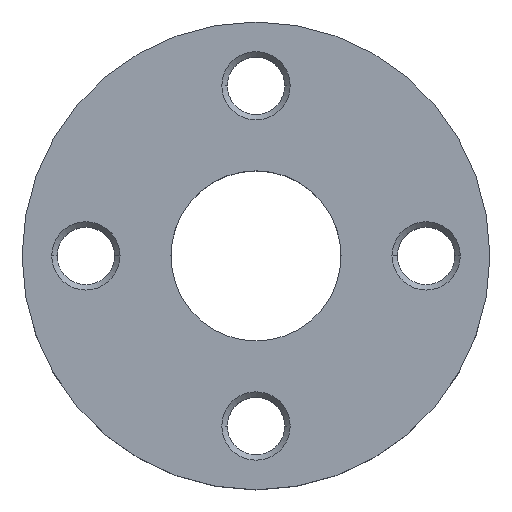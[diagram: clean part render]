
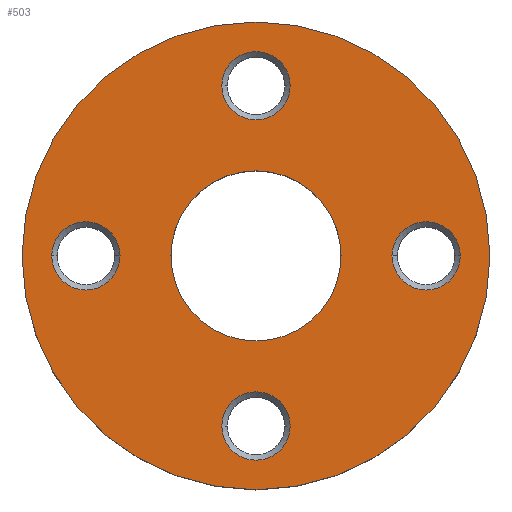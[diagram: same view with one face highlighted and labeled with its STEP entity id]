
A CAD part, top view. The second image highlights one B-rep face of the part: STEP entity #503.
In plain terms, the highlighted planar face has unit normal (0, 0, 1).
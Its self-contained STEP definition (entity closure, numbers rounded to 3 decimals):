
#16 = EDGE_CURVE ( 'NONE', #741, #71, #950, .T. ) ;
#37 = VERTEX_POINT ( 'NONE', #64 ) ;
#64 = CARTESIAN_POINT ( 'NONE',  ( -4., 0., 0. ) ) ;
#71 = VERTEX_POINT ( 'NONE', #261 ) ;
#74 = EDGE_LOOP ( 'NONE', ( #474, #411 ) ) ;
#77 = EDGE_LOOP ( 'NONE', ( #95, #624 ) ) ;
#82 = CIRCLE ( 'NONE', #867, 11. ) ;
#86 = ORIENTED_EDGE ( 'NONE', *, *, #114, .T. ) ;
#95 = ORIENTED_EDGE ( 'NONE', *, *, #709, .T. ) ;
#112 = EDGE_LOOP ( 'NONE', ( #277, #86 ) ) ;
#114 = EDGE_CURVE ( 'NONE', #256, #427, #170, .T. ) ;
#143 = CIRCLE ( 'NONE', #863, 1.607 ) ;
#156 = CARTESIAN_POINT ( 'NONE',  ( 0., 8., 0. ) ) ;
#161 = DIRECTION ( 'NONE',  ( 0., 0., -1. ) ) ;
#162 = ORIENTED_EDGE ( 'NONE', *, *, #786, .F. ) ;
#163 = CIRCLE ( 'NONE', #1013, 1.607 ) ;
#167 = FACE_BOUND ( 'NONE', #77, .T. ) ;
#170 = CIRCLE ( 'NONE', #248, 1.607 ) ;
#174 = ORIENTED_EDGE ( 'NONE', *, *, #438, .F. ) ;
#189 = ORIENTED_EDGE ( 'NONE', *, *, #16, .T. ) ;
#194 = ORIENTED_EDGE ( 'NONE', *, *, #433, .T. ) ;
#203 = ORIENTED_EDGE ( 'NONE', *, *, #724, .T. ) ;
#208 = ORIENTED_EDGE ( 'NONE', *, *, #722, .T. ) ;
#210 = VERTEX_POINT ( 'NONE', #324 ) ;
#224 = CARTESIAN_POINT ( 'NONE',  ( 0., -8., 0. ) ) ;
#227 = DIRECTION ( 'NONE',  ( 0., 0., -1. ) ) ;
#236 = EDGE_LOOP ( 'NONE', ( #162, #174 ) ) ;
#238 = DIRECTION ( 'NONE',  ( 1., 0., 0. ) ) ;
#248 = AXIS2_PLACEMENT_3D ( 'NONE', #301, #303, #305 ) ;
#256 = VERTEX_POINT ( 'NONE', #314 ) ;
#261 = CARTESIAN_POINT ( 'NONE',  ( -1.607, -8., 0. ) ) ;
#266 = CIRCLE ( 'NONE', #830, 1.607 ) ;
#273 = VERTEX_POINT ( 'NONE', #315 ) ;
#277 = ORIENTED_EDGE ( 'NONE', *, *, #716, .T. ) ;
#281 = VERTEX_POINT ( 'NONE', #342 ) ;
#301 = CARTESIAN_POINT ( 'NONE',  ( -8., 0., 0. ) ) ;
#303 = DIRECTION ( 'NONE',  ( 0., 0., -1. ) ) ;
#305 = DIRECTION ( 'NONE',  ( 1., 0., 0. ) ) ;
#314 = CARTESIAN_POINT ( 'NONE',  ( -9.607, 0., 0. ) ) ;
#315 = CARTESIAN_POINT ( 'NONE',  ( -11., 0., 0. ) ) ;
#324 = CARTESIAN_POINT ( 'NONE',  ( -1.607, 8., 0. ) ) ;
#342 = CARTESIAN_POINT ( 'NONE',  ( 6.393, 0., 0. ) ) ;
#372 = CIRCLE ( 'NONE', #1039, 11. ) ;
#393 = VERTEX_POINT ( 'NONE', #473 ) ;
#411 = ORIENTED_EDGE ( 'NONE', *, *, #938, .T. ) ;
#427 = VERTEX_POINT ( 'NONE', #529 ) ;
#433 = EDGE_CURVE ( 'NONE', #71, #741, #939, .T. ) ;
#438 = EDGE_CURVE ( 'NONE', #37, #739, #793, .T. ) ;
#464 = FACE_BOUND ( 'NONE', #840, .T. ) ;
#467 = FACE_OUTER_BOUND ( 'NONE', #74, .T. ) ;
#470 = EDGE_LOOP ( 'NONE', ( #203, #208 ) ) ;
#473 = CARTESIAN_POINT ( 'NONE',  ( 11., 0., 0. ) ) ;
#474 = ORIENTED_EDGE ( 'NONE', *, *, #1017, .T. ) ;
#482 = FACE_BOUND ( 'NONE', #112, .T. ) ;
#493 = AXIS2_PLACEMENT_3D ( 'NONE', #543, #544, #546 ) ;
#495 = AXIS2_PLACEMENT_3D ( 'NONE', #549, #550, #551 ) ;
#503 = ADVANCED_FACE ( 'NONE', ( #579, #595, #464, #482, #167, #467 ), #654, .T. ) ;
#529 = CARTESIAN_POINT ( 'NONE',  ( -6.393, 0., 0. ) ) ;
#543 = CARTESIAN_POINT ( 'NONE',  ( 0., -8., 0. ) ) ;
#544 = DIRECTION ( 'NONE',  ( 0., 0., -1. ) ) ;
#546 = DIRECTION ( 'NONE',  ( 1., 0., 0. ) ) ;
#549 = CARTESIAN_POINT ( 'NONE',  ( 0., 0., 0. ) ) ;
#550 = DIRECTION ( 'NONE',  ( 0., 0., 1. ) ) ;
#551 = DIRECTION ( 'NONE',  ( 1., 0., 0. ) ) ;
#579 = FACE_BOUND ( 'NONE', #236, .T. ) ;
#595 = FACE_BOUND ( 'NONE', #470, .T. ) ;
#624 = ORIENTED_EDGE ( 'NONE', *, *, #914, .T. ) ;
#647 = DIRECTION ( 'NONE',  ( 0., 0., 1. ) ) ;
#654 = PLANE ( 'NONE',  #834 ) ;
#657 = CARTESIAN_POINT ( 'NONE',  ( 0., 0., 0. ) ) ;
#659 = DIRECTION ( 'NONE',  ( 1., 0., 0. ) ) ;
#666 = CIRCLE ( 'NONE', #958, 1.607 ) ;
#675 = AXIS2_PLACEMENT_3D ( 'NONE', #224, #227, #238 ) ;
#709 = EDGE_CURVE ( 'NONE', #1022, #210, #933, .T. ) ;
#713 = CARTESIAN_POINT ( 'NONE',  ( 0., 8., 0. ) ) ;
#714 = DIRECTION ( 'NONE',  ( 0., 0., -1. ) ) ;
#716 = EDGE_CURVE ( 'NONE', #427, #256, #143, .T. ) ;
#720 = DIRECTION ( 'NONE',  ( 1., 0., 0. ) ) ;
#722 = EDGE_CURVE ( 'NONE', #281, #734, #163, .T. ) ;
#724 = EDGE_CURVE ( 'NONE', #734, #281, #666, .T. ) ;
#732 = AXIS2_PLACEMENT_3D ( 'NONE', #713, #714, #720 ) ;
#734 = VERTEX_POINT ( 'NONE', #782 ) ;
#739 = VERTEX_POINT ( 'NONE', #756 ) ;
#740 = CARTESIAN_POINT ( 'NONE',  ( -8., 0., 0. ) ) ;
#741 = VERTEX_POINT ( 'NONE', #796 ) ;
#742 = DIRECTION ( 'NONE',  ( 0., 0., -1. ) ) ;
#743 = DIRECTION ( 'NONE',  ( 1., 0., 0. ) ) ;
#747 = CARTESIAN_POINT ( 'NONE',  ( 8., 0., 0. ) ) ;
#749 = DIRECTION ( 'NONE',  ( 0., 0., -1. ) ) ;
#752 = DIRECTION ( 'NONE',  ( 1., 0., 0. ) ) ;
#756 = CARTESIAN_POINT ( 'NONE',  ( 4., 0., 0. ) ) ;
#759 = CARTESIAN_POINT ( 'NONE',  ( 8., 0., 0. ) ) ;
#761 = DIRECTION ( 'NONE',  ( 0., 0., -1. ) ) ;
#763 = DIRECTION ( 'NONE',  ( 1., 0., 0. ) ) ;
#782 = CARTESIAN_POINT ( 'NONE',  ( 9.607, 0., 0. ) ) ;
#786 = EDGE_CURVE ( 'NONE', #739, #37, #941, .T. ) ;
#793 = CIRCLE ( 'NONE', #495, 4. ) ;
#796 = CARTESIAN_POINT ( 'NONE',  ( 1.607, -8., 0. ) ) ;
#830 = AXIS2_PLACEMENT_3D ( 'NONE', #156, #161, #853 ) ;
#832 = CARTESIAN_POINT ( 'NONE',  ( 0., 0., 0. ) ) ;
#833 = DIRECTION ( 'NONE',  ( 0., 0., 1. ) ) ;
#834 = AXIS2_PLACEMENT_3D ( 'NONE', #657, #647, #659 ) ;
#835 = DIRECTION ( 'NONE',  ( 1., 0., 0. ) ) ;
#840 = EDGE_LOOP ( 'NONE', ( #189, #194 ) ) ;
#853 = DIRECTION ( 'NONE',  ( 1., 0., 0. ) ) ;
#862 = CARTESIAN_POINT ( 'NONE',  ( 0., 0., 0. ) ) ;
#863 = AXIS2_PLACEMENT_3D ( 'NONE', #740, #742, #743 ) ;
#864 = DIRECTION ( 'NONE',  ( 0., 0., 1. ) ) ;
#866 = DIRECTION ( 'NONE',  ( 1., 0., 0. ) ) ;
#867 = AXIS2_PLACEMENT_3D ( 'NONE', #927, #929, #916 ) ;
#914 = EDGE_CURVE ( 'NONE', #210, #1022, #266, .T. ) ;
#916 = DIRECTION ( 'NONE',  ( 1., 0., 0. ) ) ;
#923 = CARTESIAN_POINT ( 'NONE',  ( 1.607, 8., 0. ) ) ;
#926 = AXIS2_PLACEMENT_3D ( 'NONE', #832, #833, #835 ) ;
#927 = CARTESIAN_POINT ( 'NONE',  ( 0., 0., 0. ) ) ;
#929 = DIRECTION ( 'NONE',  ( 0., 0., 1. ) ) ;
#933 = CIRCLE ( 'NONE', #732, 1.607 ) ;
#938 = EDGE_CURVE ( 'NONE', #273, #393, #372, .T. ) ;
#939 = CIRCLE ( 'NONE', #493, 1.607 ) ;
#941 = CIRCLE ( 'NONE', #926, 4. ) ;
#950 = CIRCLE ( 'NONE', #675, 1.607 ) ;
#958 = AXIS2_PLACEMENT_3D ( 'NONE', #759, #761, #763 ) ;
#1013 = AXIS2_PLACEMENT_3D ( 'NONE', #747, #749, #752 ) ;
#1017 = EDGE_CURVE ( 'NONE', #393, #273, #82, .T. ) ;
#1022 = VERTEX_POINT ( 'NONE', #923 ) ;
#1039 = AXIS2_PLACEMENT_3D ( 'NONE', #862, #864, #866 ) ;
